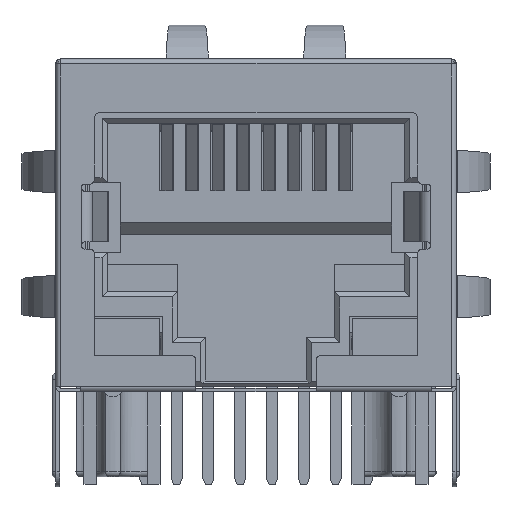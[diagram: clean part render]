
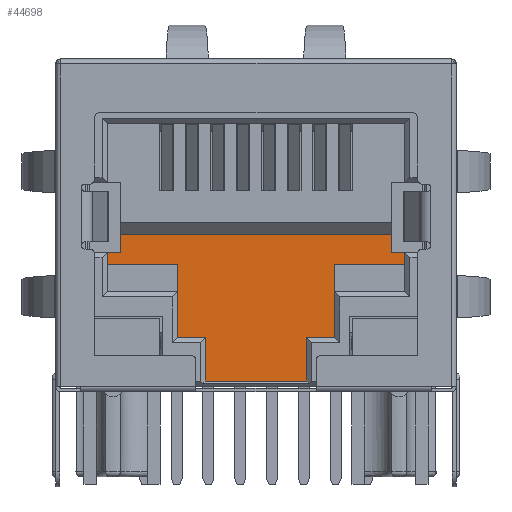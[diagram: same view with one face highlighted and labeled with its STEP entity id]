
A CAD part, front view. The second image highlights one B-rep face of the part: STEP entity #44698.
In plain terms, the highlighted planar face has unit normal (0, -1, 0).
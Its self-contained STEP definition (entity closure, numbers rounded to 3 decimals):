
#1861=ORIENTED_EDGE('',*,*,#11806,.F.);
#1862=ORIENTED_EDGE('',*,*,#11807,.T.);
#1863=ORIENTED_EDGE('',*,*,#11808,.F.);
#1864=ORIENTED_EDGE('',*,*,#11809,.F.);
#1865=ORIENTED_EDGE('',*,*,#11810,.F.);
#1866=ORIENTED_EDGE('',*,*,#11811,.F.);
#1867=ORIENTED_EDGE('',*,*,#11812,.T.);
#1868=ORIENTED_EDGE('',*,*,#11813,.T.);
#1869=ORIENTED_EDGE('',*,*,#11814,.F.);
#1870=ORIENTED_EDGE('',*,*,#11815,.T.);
#1871=ORIENTED_EDGE('',*,*,#11816,.T.);
#1872=ORIENTED_EDGE('',*,*,#11817,.T.);
#1873=ORIENTED_EDGE('',*,*,#11818,.T.);
#1874=ORIENTED_EDGE('',*,*,#11819,.T.);
#1875=ORIENTED_EDGE('',*,*,#11820,.T.);
#1876=ORIENTED_EDGE('',*,*,#11821,.T.);
#1877=ORIENTED_EDGE('',*,*,#11822,.T.);
#1878=ORIENTED_EDGE('',*,*,#11823,.T.);
#1879=ORIENTED_EDGE('',*,*,#11824,.T.);
#1880=ORIENTED_EDGE('',*,*,#11825,.F.);
#11806=EDGE_CURVE('',#16767,#16768,#20019,.T.);
#11807=EDGE_CURVE('',#16767,#16769,#20020,.T.);
#11808=EDGE_CURVE('',#16770,#16769,#20021,.T.);
#11809=EDGE_CURVE('',#16771,#16770,#20022,.T.);
#11810=EDGE_CURVE('',#16772,#16771,#20023,.T.);
#11811=EDGE_CURVE('',#16773,#16772,#20024,.T.);
#11812=EDGE_CURVE('',#16773,#16774,#20025,.T.);
#11813=EDGE_CURVE('',#16774,#16775,#20026,.T.);
#11814=EDGE_CURVE('',#16776,#16775,#20027,.T.);
#11815=EDGE_CURVE('',#16776,#16777,#20028,.T.);
#11816=EDGE_CURVE('',#16777,#16778,#20029,.T.);
#11817=EDGE_CURVE('',#16778,#16779,#20030,.T.);
#11818=EDGE_CURVE('',#16779,#16780,#20031,.T.);
#11819=EDGE_CURVE('',#16780,#16781,#20032,.T.);
#11820=EDGE_CURVE('',#16781,#16782,#20033,.T.);
#11821=EDGE_CURVE('',#16782,#16783,#20034,.T.);
#11822=EDGE_CURVE('',#16783,#16784,#20035,.T.);
#11823=EDGE_CURVE('',#16784,#16785,#20036,.T.);
#11824=EDGE_CURVE('',#16785,#16786,#20037,.T.);
#11825=EDGE_CURVE('',#16768,#16786,#20038,.T.);
#16767=VERTEX_POINT('',#57826);
#16768=VERTEX_POINT('',#57827);
#16769=VERTEX_POINT('',#57829);
#16770=VERTEX_POINT('',#57831);
#16771=VERTEX_POINT('',#57833);
#16772=VERTEX_POINT('',#57835);
#16773=VERTEX_POINT('',#57837);
#16774=VERTEX_POINT('',#57839);
#16775=VERTEX_POINT('',#57841);
#16776=VERTEX_POINT('',#57843);
#16777=VERTEX_POINT('',#57845);
#16778=VERTEX_POINT('',#57847);
#16779=VERTEX_POINT('',#57849);
#16780=VERTEX_POINT('',#57851);
#16781=VERTEX_POINT('',#57853);
#16782=VERTEX_POINT('',#57855);
#16783=VERTEX_POINT('',#57857);
#16784=VERTEX_POINT('',#57859);
#16785=VERTEX_POINT('',#57861);
#16786=VERTEX_POINT('',#57863);
#20019=LINE('',#57825,#23920);
#20020=LINE('',#57828,#23921);
#20021=LINE('',#57830,#23922);
#20022=LINE('',#57832,#23923);
#20023=LINE('',#57834,#23924);
#20024=LINE('',#57836,#23925);
#20025=LINE('',#57838,#23926);
#20026=LINE('',#57840,#23927);
#20027=LINE('',#57842,#23928);
#20028=LINE('',#57844,#23929);
#20029=LINE('',#57846,#23930);
#20030=LINE('',#57848,#23931);
#20031=LINE('',#57850,#23932);
#20032=LINE('',#57852,#23933);
#20033=LINE('',#57854,#23934);
#20034=LINE('',#57856,#23935);
#20035=LINE('',#57858,#23936);
#20036=LINE('',#57860,#23937);
#20037=LINE('',#57862,#23938);
#20038=LINE('',#57864,#23939);
#23920=VECTOR('',#49077,1000.);
#23921=VECTOR('',#49078,1000.);
#23922=VECTOR('',#49079,1000.);
#23923=VECTOR('',#49080,1000.);
#23924=VECTOR('',#49081,1000.);
#23925=VECTOR('',#49082,1000.);
#23926=VECTOR('',#49083,1000.);
#23927=VECTOR('',#49084,1000.);
#23928=VECTOR('',#49085,1000.);
#23929=VECTOR('',#49086,1000.);
#23930=VECTOR('',#49087,1000.);
#23931=VECTOR('',#49088,1000.);
#23932=VECTOR('',#49089,1000.);
#23933=VECTOR('',#49090,1000.);
#23934=VECTOR('',#49091,1000.);
#23935=VECTOR('',#49092,1000.);
#23936=VECTOR('',#49093,1000.);
#23937=VECTOR('',#49094,1000.);
#23938=VECTOR('',#49095,1000.);
#23939=VECTOR('',#49096,1000.);
#27551=EDGE_LOOP('',(#1861,#1862,#1863,#1864,#1865,#1866,#1867,#1868,#1869,
#1870,#1871,#1872,#1873,#1874,#1875,#1876,#1877,#1878,#1879,#1880));
#29354=FACE_BOUND('',#27551,.T.);
#31156=PLANE('',#46453);
#44698=ADVANCED_FACE('',(#29354),#31156,.F.);
#46453=AXIS2_PLACEMENT_3D('',#57824,#49075,#49076);
#49075=DIRECTION('',(0.,1.,0.));
#49076=DIRECTION('',(0.,0.,1.));
#49077=DIRECTION('',(-1.,0.,0.));
#49078=DIRECTION('',(0.,0.,1.));
#49079=DIRECTION('',(-1.,0.,0.));
#49080=DIRECTION('',(0.,0.,-1.));
#49081=DIRECTION('',(1.,0.,0.));
#49082=DIRECTION('',(0.,0.,-1.));
#49083=DIRECTION('',(-1.,0.,0.));
#49084=DIRECTION('',(0.,0.,-1.));
#49085=DIRECTION('',(1.,0.,0.));
#49086=DIRECTION('',(0.,0.,-1.));
#49087=DIRECTION('',(1.,0.,0.));
#49088=DIRECTION('',(0.,0.,-1.));
#49089=DIRECTION('',(1.,0.,0.));
#49090=DIRECTION('',(0.,0.,-1.));
#49091=DIRECTION('',(-1.,0.,0.));
#49092=DIRECTION('',(0.,0.,-1.));
#49093=DIRECTION('',(1.,0.,0.));
#49094=DIRECTION('',(0.,0.,1.));
#49095=DIRECTION('',(-1.,0.,0.));
#49096=DIRECTION('',(0.,0.,-1.));
#57824=CARTESIAN_POINT('',(5.95,0.911,-0.31));
#57825=CARTESIAN_POINT('',(2.025,0.911,-4.42));
#57826=CARTESIAN_POINT('',(3.15,0.911,-4.42));
#57827=CARTESIAN_POINT('',(2.025,0.911,-4.42));
#57828=CARTESIAN_POINT('',(3.15,0.911,-4.42));
#57829=CARTESIAN_POINT('',(3.15,0.911,-1.53));
#57830=CARTESIAN_POINT('',(5.95,0.911,-1.53));
#57831=CARTESIAN_POINT('',(5.95,0.911,-1.53));
#57832=CARTESIAN_POINT('',(5.95,0.911,-0.31));
#57833=CARTESIAN_POINT('',(5.95,0.911,-1.04));
#57834=CARTESIAN_POINT('',(5.95,0.911,-1.04));
#57835=CARTESIAN_POINT('',(5.425,0.911,-1.04));
#57836=CARTESIAN_POINT('',(5.425,0.911,1.76));
#57837=CARTESIAN_POINT('',(5.425,0.911,-0.31));
#57838=CARTESIAN_POINT('',(5.95,0.911,-0.31));
#57839=CARTESIAN_POINT('',(-5.425,0.911,-0.31));
#57840=CARTESIAN_POINT('',(-5.425,0.911,1.76));
#57841=CARTESIAN_POINT('',(-5.425,0.911,-1.04));
#57842=CARTESIAN_POINT('',(-6.725,0.911,-1.04));
#57843=CARTESIAN_POINT('',(-5.95,0.911,-1.04));
#57844=CARTESIAN_POINT('',(-5.95,0.911,-0.31));
#57845=CARTESIAN_POINT('',(-5.95,0.911,-1.53));
#57846=CARTESIAN_POINT('',(-5.95,0.911,-1.53));
#57847=CARTESIAN_POINT('',(-3.15,0.911,-1.53));
#57848=CARTESIAN_POINT('',(-3.15,0.911,-1.53));
#57849=CARTESIAN_POINT('',(-3.15,0.911,-4.42));
#57850=CARTESIAN_POINT('',(-2.025,0.911,-4.42));
#57851=CARTESIAN_POINT('',(-2.025,0.911,-4.42));
#57852=CARTESIAN_POINT('',(-2.025,0.911,-5.8));
#57853=CARTESIAN_POINT('',(-2.025,0.911,-5.8));
#57854=CARTESIAN_POINT('',(2.03,0.911,-5.8));
#57855=CARTESIAN_POINT('',(-2.03,0.911,-5.8));
#57856=CARTESIAN_POINT('',(-2.03,0.911,-5.8));
#57857=CARTESIAN_POINT('',(-2.03,0.911,-6.17));
#57858=CARTESIAN_POINT('',(-2.03,0.911,-6.17));
#57859=CARTESIAN_POINT('',(2.03,0.911,-6.17));
#57860=CARTESIAN_POINT('',(2.03,0.911,-6.17));
#57861=CARTESIAN_POINT('',(2.03,0.911,-5.8));
#57862=CARTESIAN_POINT('',(2.03,0.911,-5.8));
#57863=CARTESIAN_POINT('',(2.025,0.911,-5.8));
#57864=CARTESIAN_POINT('',(2.025,0.911,-5.8));
